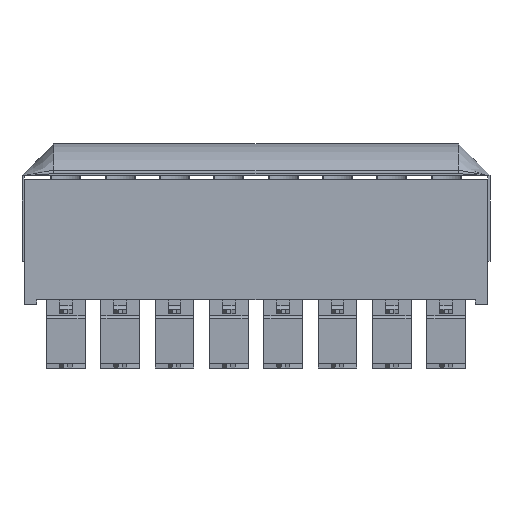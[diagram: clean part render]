
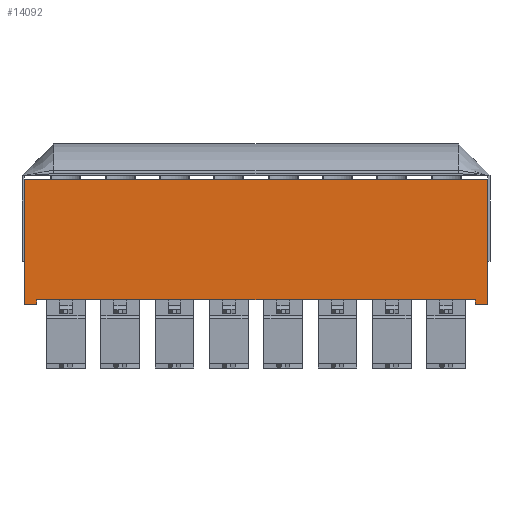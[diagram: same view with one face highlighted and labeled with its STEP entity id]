
A CAD part, front view. The second image highlights one B-rep face of the part: STEP entity #14092.
In plain terms, the highlighted planar face has unit normal (0, -1, 0).
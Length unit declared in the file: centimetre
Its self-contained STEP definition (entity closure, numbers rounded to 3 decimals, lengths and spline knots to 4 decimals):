
#1081=FACE_OUTER_BOUND('',#1835,.T.);
#1835=EDGE_LOOP('',(#11483,#11484,#11485,#11486,#11487,#11488,#11489,#11490));
#3312=LINE('',#21398,#5017);
#3324=LINE('',#21421,#5029);
#3349=LINE('',#21471,#5054);
#3355=LINE('',#21480,#5060);
#3367=LINE('',#21503,#5072);
#3368=LINE('',#21505,#5073);
#3369=LINE('',#21507,#5074);
#3370=LINE('',#21508,#5075);
#5017=VECTOR('',#17530,1.);
#5029=VECTOR('',#17544,1.);
#5054=VECTOR('',#17577,1.);
#5060=VECTOR('',#17587,1.);
#5072=VECTOR('',#17613,1.);
#5073=VECTOR('',#17614,1.);
#5074=VECTOR('',#17615,1.);
#5075=VECTOR('',#17616,1.);
#6410=VERTEX_POINT('',#21395);
#6411=VERTEX_POINT('',#21397);
#6420=VERTEX_POINT('',#21418);
#6421=VERTEX_POINT('',#21420);
#6441=VERTEX_POINT('',#21468);
#6442=VERTEX_POINT('',#21470);
#6448=VERTEX_POINT('',#21504);
#6449=VERTEX_POINT('',#21506);
#8208=EDGE_CURVE('',#6411,#6410,#3312,.T.);
#8220=EDGE_CURVE('',#6421,#6420,#3324,.T.);
#8245=EDGE_CURVE('',#6442,#6441,#3349,.T.);
#8251=EDGE_CURVE('',#6441,#6421,#3355,.T.);
#8263=EDGE_CURVE('',#6411,#6420,#3367,.T.);
#8264=EDGE_CURVE('',#6448,#6410,#3368,.T.);
#8265=EDGE_CURVE('',#6448,#6449,#3369,.T.);
#8266=EDGE_CURVE('',#6442,#6449,#3370,.T.);
#11483=ORIENTED_EDGE('',*,*,#8245,.T.);
#11484=ORIENTED_EDGE('',*,*,#8251,.T.);
#11485=ORIENTED_EDGE('',*,*,#8220,.T.);
#11486=ORIENTED_EDGE('',*,*,#8263,.F.);
#11487=ORIENTED_EDGE('',*,*,#8208,.T.);
#11488=ORIENTED_EDGE('',*,*,#8264,.F.);
#11489=ORIENTED_EDGE('',*,*,#8265,.T.);
#11490=ORIENTED_EDGE('',*,*,#8266,.F.);
#13448=PLANE('',#14977);
#14092=ADVANCED_FACE('',(#1081),#13448,.T.);
#14977=AXIS2_PLACEMENT_3D('',#21502,#17611,#17612);
#17530=DIRECTION('',(0.,0.,1.));
#17544=DIRECTION('',(0.,0.,-1.));
#17577=DIRECTION('',(0.,0.,1.));
#17587=DIRECTION('',(1.,0.,0.));
#17611=DIRECTION('center_axis',(0.,-1.,0.));
#17612=DIRECTION('ref_axis',(0.,0.,-1.));
#17613=DIRECTION('',(-1.,0.,0.));
#17614=DIRECTION('',(1.,0.,0.));
#17615=DIRECTION('',(0.,0.,-1.));
#17616=DIRECTION('',(-1.,0.,0.));
#21395=CARTESIAN_POINT('',(1.084,-0.495,0.2925));
#21397=CARTESIAN_POINT('',(1.084,-0.495,-0.2925));
#21398=CARTESIAN_POINT('',(1.084,-0.495,-0.2925));
#21418=CARTESIAN_POINT('',(1.024,-0.495,-0.2925));
#21420=CARTESIAN_POINT('',(1.024,-0.495,-0.2725));
#21421=CARTESIAN_POINT('',(1.024,-0.495,-0.2925));
#21468=CARTESIAN_POINT('',(-1.024,-0.495,-0.2725));
#21470=CARTESIAN_POINT('',(-1.024,-0.495,-0.2925));
#21471=CARTESIAN_POINT('',(-1.024,-0.495,-0.2925));
#21480=CARTESIAN_POINT('',(0.,-0.495,-0.2725));
#21502=CARTESIAN_POINT('Origin',(0.,-0.495,-0.2925));
#21503=CARTESIAN_POINT('',(0.,-0.495,-0.2925));
#21504=CARTESIAN_POINT('',(-1.084,-0.495,0.2925));
#21505=CARTESIAN_POINT('',(0.,-0.495,0.2925));
#21506=CARTESIAN_POINT('',(-1.084,-0.495,-0.2925));
#21507=CARTESIAN_POINT('',(-1.084,-0.495,-0.2925));
#21508=CARTESIAN_POINT('',(0.,-0.495,-0.2925));
